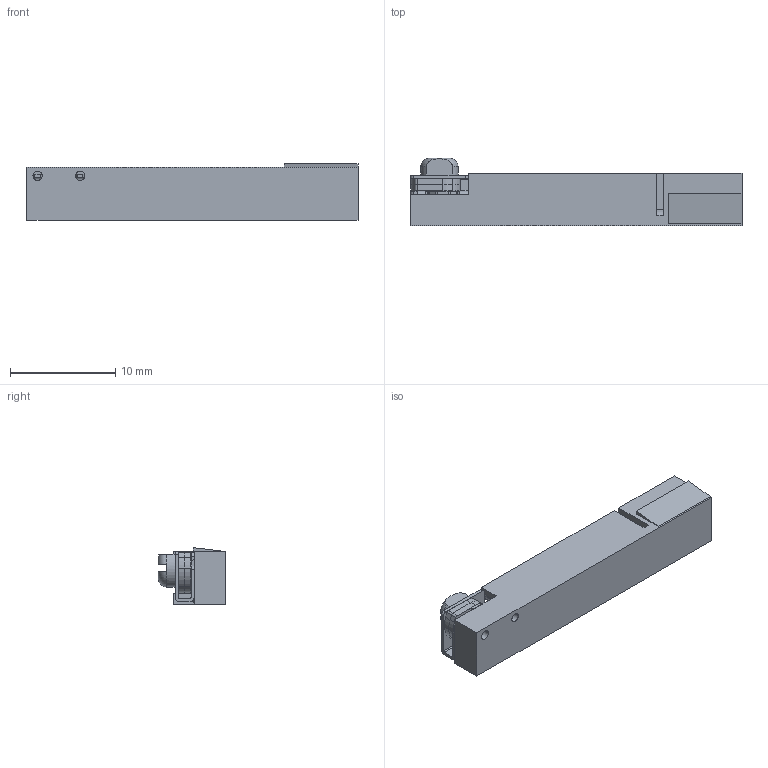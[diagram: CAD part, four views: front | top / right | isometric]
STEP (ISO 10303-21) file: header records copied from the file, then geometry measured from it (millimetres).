
FILE_DESCRIPTION( ( '' ), '1' );
FILE_NAME( 'e11928_2_03.stp', '2009-08-27T09:00:43', ( '' ), ( '' ), ' ', ' ', ' ' );
FILE_SCHEMA( ( 'CONFIG_CONTROL_DESIGN' ) );
Length unit declared in the file: millimetre
Products named in the file (5): 1; 2; 3; 4; 5
Bounding box: 31.6 x 6.42 x 5.4 mm (x, y, z)
Volume: 451.9 mm3; surface area: 1143.9 mm2
Topology: 5 solids, 5 shells, 252 faces, 709 edges, 466 vertices
Faces by surface type: plane 141, cylinder 86, cone 14, torus 10, sphere 1
Entity records: 8537 total; most frequent: CARTESIAN_POINT 1593, DIRECTION 1431, ORIENTED_EDGE 1414, EDGE_CURVE 707, AXIS2_PLACEMENT_3D 478, LINE 475, VECTOR 475, VERTEX_POINT 466
